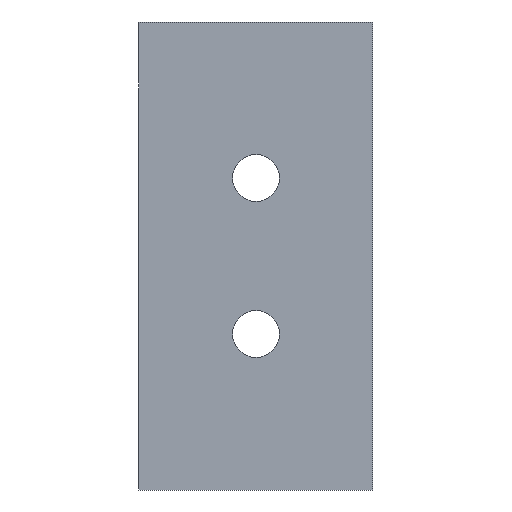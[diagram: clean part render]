
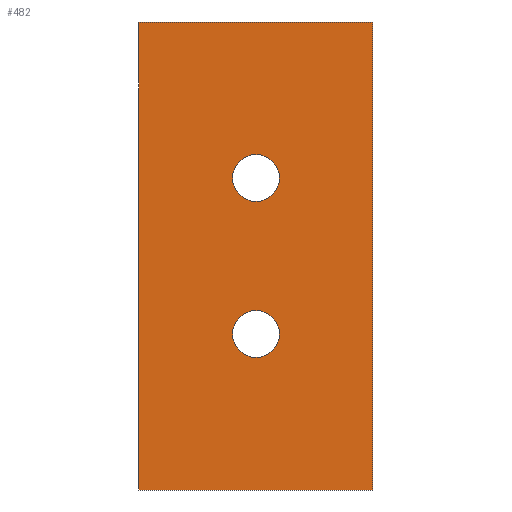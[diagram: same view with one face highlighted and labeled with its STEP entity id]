
A CAD part, left-side view. The second image highlights one B-rep face of the part: STEP entity #482.
In plain terms, the highlighted planar face has unit normal (-1, 0, 0).
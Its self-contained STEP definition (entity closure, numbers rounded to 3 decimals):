
#6 = VERTEX_POINT ( 'NONE', #365 ) ;
#23 = DIRECTION ( 'NONE',  ( 1., 0., 0. ) ) ;
#24 = LINE ( 'NONE', #557, #493 ) ;
#31 = LINE ( 'NONE', #565, #413 ) ;
#36 = ORIENTED_EDGE ( 'NONE', *, *, #138, .T. ) ;
#40 = EDGE_CURVE ( 'NONE', #183, #539, #24, .T. ) ;
#57 = VECTOR ( 'NONE', #221, 1000. ) ;
#76 = EDGE_CURVE ( 'NONE', #6, #539, #462, .T. ) ;
#88 = CARTESIAN_POINT ( 'NONE',  ( 0., 25., 0. ) ) ;
#112 = CARTESIAN_POINT ( 'NONE',  ( 0., 0., -38.333 ) ) ;
#119 = DIRECTION ( 'NONE',  ( 0., 0., -1. ) ) ;
#127 = EDGE_CURVE ( 'NONE', #342, #553, #163, .T. ) ;
#128 = VECTOR ( 'NONE', #623, 1000. ) ;
#130 = VERTEX_POINT ( 'NONE', #455 ) ;
#131 = DIRECTION ( 'NONE',  ( 0., 0., 1. ) ) ;
#135 = CARTESIAN_POINT ( 'NONE',  ( 0., 0., -71.666 ) ) ;
#138 = EDGE_CURVE ( 'NONE', #156, #130, #625, .T. ) ;
#141 = EDGE_LOOP ( 'NONE', ( #547, #248, #593, #628 ) ) ;
#143 = CARTESIAN_POINT ( 'NONE',  ( 0., 25., -100. ) ) ;
#147 = CARTESIAN_POINT ( 'NONE',  ( 0., 25., 0. ) ) ;
#156 = VERTEX_POINT ( 'NONE', #135 ) ;
#163 = CIRCLE ( 'NONE', #264, 5. ) ;
#166 = DIRECTION ( 'NONE',  ( 1., 0., 0. ) ) ;
#176 = CARTESIAN_POINT ( 'NONE',  ( 0., 0., -66.666 ) ) ;
#177 = CARTESIAN_POINT ( 'NONE',  ( 0., -25., 0. ) ) ;
#181 = DIRECTION ( 'NONE',  ( 1., 0., 0. ) ) ;
#183 = VERTEX_POINT ( 'NONE', #147 ) ;
#195 = EDGE_CURVE ( 'NONE', #620, #6, #520, .T. ) ;
#200 = EDGE_LOOP ( 'NONE', ( #298, #479 ) ) ;
#213 = EDGE_CURVE ( 'NONE', #553, #342, #594, .T. ) ;
#214 = CARTESIAN_POINT ( 'NONE',  ( 0., 0., -28.333 ) ) ;
#221 = DIRECTION ( 'NONE',  ( 0., 0., 1. ) ) ;
#248 = ORIENTED_EDGE ( 'NONE', *, *, #40, .F. ) ;
#259 = CARTESIAN_POINT ( 'NONE',  ( 0., -25., 0. ) ) ;
#262 = DIRECTION ( 'NONE',  ( 1., 0., 0. ) ) ;
#264 = AXIS2_PLACEMENT_3D ( 'NONE', #602, #262, #119 ) ;
#298 = ORIENTED_EDGE ( 'NONE', *, *, #127, .T. ) ;
#303 = CIRCLE ( 'NONE', #600, 5. ) ;
#318 = AXIS2_PLACEMENT_3D ( 'NONE', #330, #527, #376 ) ;
#320 = EDGE_LOOP ( 'NONE', ( #36, #591 ) ) ;
#330 = CARTESIAN_POINT ( 'NONE',  ( 0., 0., -33.333 ) ) ;
#342 = VERTEX_POINT ( 'NONE', #112 ) ;
#365 = CARTESIAN_POINT ( 'NONE',  ( 0., -25., -100. ) ) ;
#376 = DIRECTION ( 'NONE',  ( 0., 0., -1. ) ) ;
#386 = AXIS2_PLACEMENT_3D ( 'NONE', #88, #181, #405 ) ;
#394 = FACE_BOUND ( 'NONE', #200, .T. ) ;
#405 = DIRECTION ( 'NONE',  ( 0., 0., -1. ) ) ;
#413 = VECTOR ( 'NONE', #131, 1000. ) ;
#422 = DIRECTION ( 'NONE',  ( 0., 0., -1. ) ) ;
#429 = AXIS2_PLACEMENT_3D ( 'NONE', #176, #23, #608 ) ;
#455 = CARTESIAN_POINT ( 'NONE',  ( 0., 0., -61.666 ) ) ;
#462 = LINE ( 'NONE', #177, #57 ) ;
#474 = CARTESIAN_POINT ( 'NONE',  ( 0., 25., -100. ) ) ;
#479 = ORIENTED_EDGE ( 'NONE', *, *, #213, .T. ) ;
#482 = ADVANCED_FACE ( 'NONE', ( #394, #587, #611 ), #518, .F. ) ;
#493 = VECTOR ( 'NONE', #506, 1000. ) ;
#502 = CARTESIAN_POINT ( 'NONE',  ( 0., 0., -66.666 ) ) ;
#506 = DIRECTION ( 'NONE',  ( 0., -1., 0. ) ) ;
#518 = PLANE ( 'NONE',  #386 ) ;
#520 = LINE ( 'NONE', #143, #128 ) ;
#527 = DIRECTION ( 'NONE',  ( 1., 0., 0. ) ) ;
#538 = EDGE_CURVE ( 'NONE', #130, #156, #303, .T. ) ;
#539 = VERTEX_POINT ( 'NONE', #259 ) ;
#547 = ORIENTED_EDGE ( 'NONE', *, *, #76, .T. ) ;
#551 = EDGE_CURVE ( 'NONE', #620, #183, #31, .T. ) ;
#553 = VERTEX_POINT ( 'NONE', #214 ) ;
#557 = CARTESIAN_POINT ( 'NONE',  ( 0., 25., 0. ) ) ;
#565 = CARTESIAN_POINT ( 'NONE',  ( 0., 25., 0. ) ) ;
#587 = FACE_BOUND ( 'NONE', #320, .T. ) ;
#591 = ORIENTED_EDGE ( 'NONE', *, *, #538, .T. ) ;
#593 = ORIENTED_EDGE ( 'NONE', *, *, #551, .F. ) ;
#594 = CIRCLE ( 'NONE', #318, 5. ) ;
#600 = AXIS2_PLACEMENT_3D ( 'NONE', #502, #166, #422 ) ;
#602 = CARTESIAN_POINT ( 'NONE',  ( 0., 0., -33.333 ) ) ;
#608 = DIRECTION ( 'NONE',  ( 0., 0., -1. ) ) ;
#611 = FACE_OUTER_BOUND ( 'NONE', #141, .T. ) ;
#620 = VERTEX_POINT ( 'NONE', #474 ) ;
#623 = DIRECTION ( 'NONE',  ( 0., -1., 0. ) ) ;
#625 = CIRCLE ( 'NONE', #429, 5. ) ;
#628 = ORIENTED_EDGE ( 'NONE', *, *, #195, .T. ) ;
